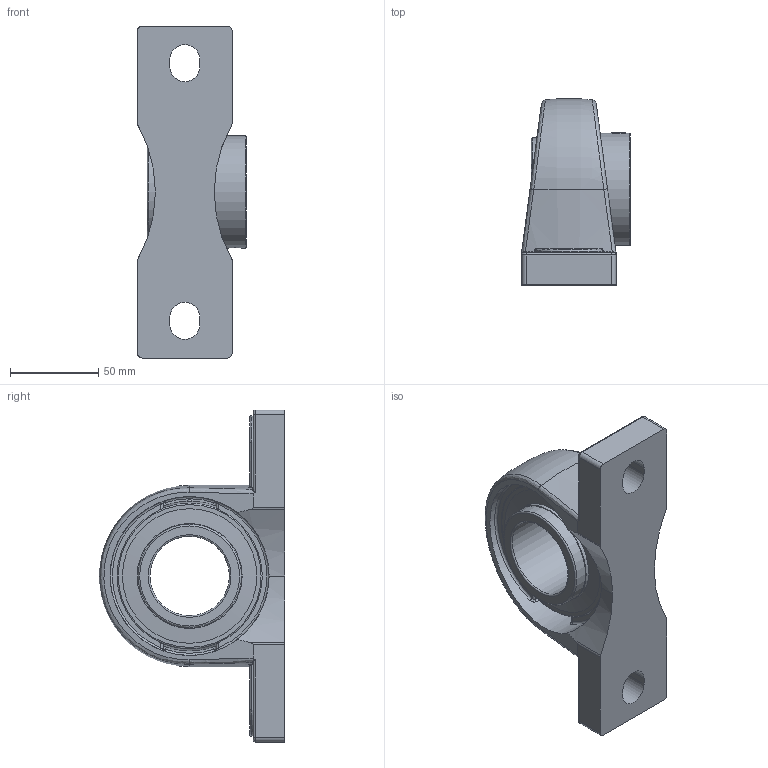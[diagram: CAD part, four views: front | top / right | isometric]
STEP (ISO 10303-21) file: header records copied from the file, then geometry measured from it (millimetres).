
FILE_DESCRIPTION(('HOOPS Exchange Step'),'2;1');
FILE_NAME('export-196B9F64-BB2E-4503-B997-189CCABBB9B0.stp','2020-05-21T08:36:27-07:00',('dkerr'),('Alibre'),'HOOPS Exchange 2020.0','Alibre','Unknown authorisation');
FILE_SCHEMA( ('AP242_MANAGED_MODEL_BASED_3D_ENGINEERING_MIM_LF {1 0 10303 442 1 1 4 }') );
Length unit declared in the file: inch
Products named in the file (8): MRN SPM 209 L4L; SHC 209 (Setscrew); SHC 209 (Ball Bearing); SHC 209 (Shield); SHC 209 L4L (45mm) (Race); SHC 209 (Collar); MRN SHC 209 L4L (45mm); MRN SHCSPM 209 L4L (45mm)
Assembly tree (7 placements, depth 3):
  MRN SHCSPM 209 L4L (45mm)
    MRN SPM 209 L4L
    MRN SHC 209 L4L (45mm)
      SHC 209 (Setscrew)
      SHC 209 (Ball Bearing)
      SHC 209 (Shield)
      SHC 209 L4L (45mm) (Race)
      SHC 209 (Collar)
Bounding box: 61.65 x 105.32 x 188 mm (x, y, z)
Volume: 326901.5 mm3; surface area: 100577.8 mm2
Topology: 16 solids, 16 shells, 200 faces, 529 edges, 339 vertices
Faces by surface type: cylinder 69, plane 55, torus 26, bspline 22, sphere 16, cone 12
Full cylindrical faces by diameter (mm): 7.925 x1, 7.938 x2, 45 x2, 53.746 x2, 58.42 x4, 59.436 x2, 63.5 x1, 75.184 x2, 76.2 x4, 90 x2, 95.22 x1
Entity records: 13199 total; most frequent: CARTESIAN_POINT 8086, DIRECTION 1071, ORIENTED_EDGE 1004, EDGE_CURVE 502, AXIS2_PLACEMENT_3D 457, VERTEX_POINT 339, CIRCLE 234, EDGE_LOOP 223
